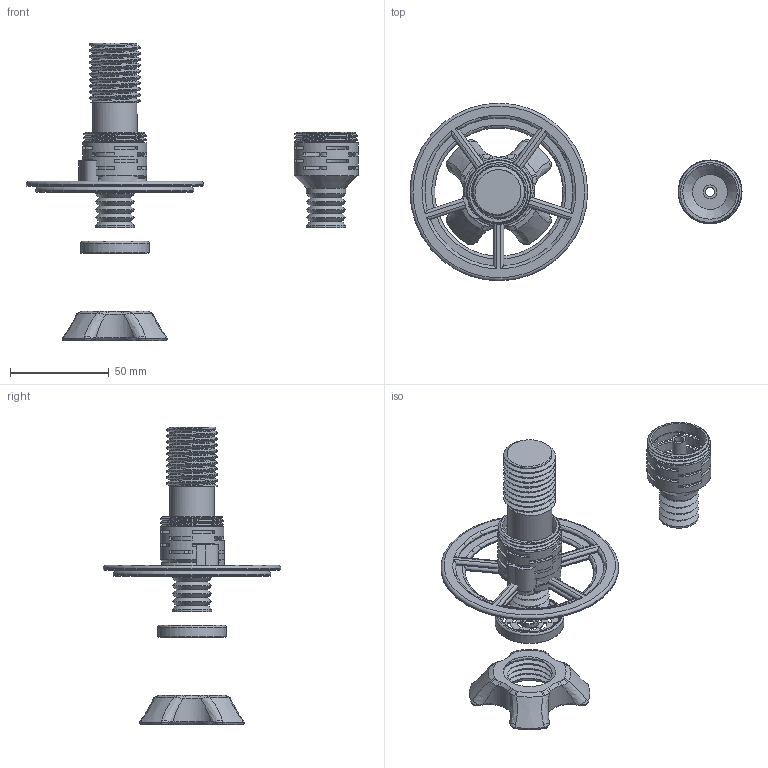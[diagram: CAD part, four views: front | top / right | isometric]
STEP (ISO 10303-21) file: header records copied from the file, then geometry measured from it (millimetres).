
FILE_DESCRIPTION(/* description */ (''),/* implementation_level */ '2;1');
FILE_NAME(/* name */ 'Cheapass Filament Storage Drybags v17.step',/* time_stamp */ '2023-10-29T21:12:05-06:00',/* author */ (''),/* organization */ (''),/* preprocessor_version */ 'ST-DEVELOPER v20',/* originating_system */ 'Autodesk Translation Framework v12.14.0.127',/* authorisation */ '');
FILE_SCHEMA (('AUTOMOTIVE_DESIGN { 1 0 10303 214 3 1 1 }'));
Length unit declared in the file: millimetre
Products named in the file (4): Cheapass Filament Storage Drybags; Bag clip with desiccant storage; Bag Clamp; Turntable
Assembly tree (3 placements, depth 2):
  Cheapass Filament Storage Drybags
    Bag clip with desiccant storage
    Bag Clamp
    Turntable
Bounding box: 168.2 x 90 x 150.8 mm (x, y, z)
Volume: 83868.1 mm3; surface area: 55445 mm2
Topology: 9 solids, 9 shells, 730 faces, 1916 edges, 1188 vertices
Faces by surface type: plane 293, cylinder 194, cone 124, bspline 98, torus 21
Full cylindrical faces by diameter (mm): 2.95 x2, 3.45 x2, 4.6 x3, 5.6 x1, 7 x2, 7.6 x1, 9.2 x2, 17.6 x2, 20 x4, 22.404 x9, 22.5 x2, 22.804 x3, 26.13 x9, 26.53 x4, 27.6 x2, 29.529 x2, 29.929 x1, 30 x2, 31.822 x4, 32.222 x2, 32.4 x2, 34.8 x1, 80 x1, 90 x1
Entity records: 32111 total; most frequent: CARTESIAN_POINT 14655, ORIENTED_EDGE 3820, DIRECTION 3272, EDGE_CURVE 1910, AXIS2_PLACEMENT_3D 1205, VERTEX_POINT 1188, LINE 862, VECTOR 862
